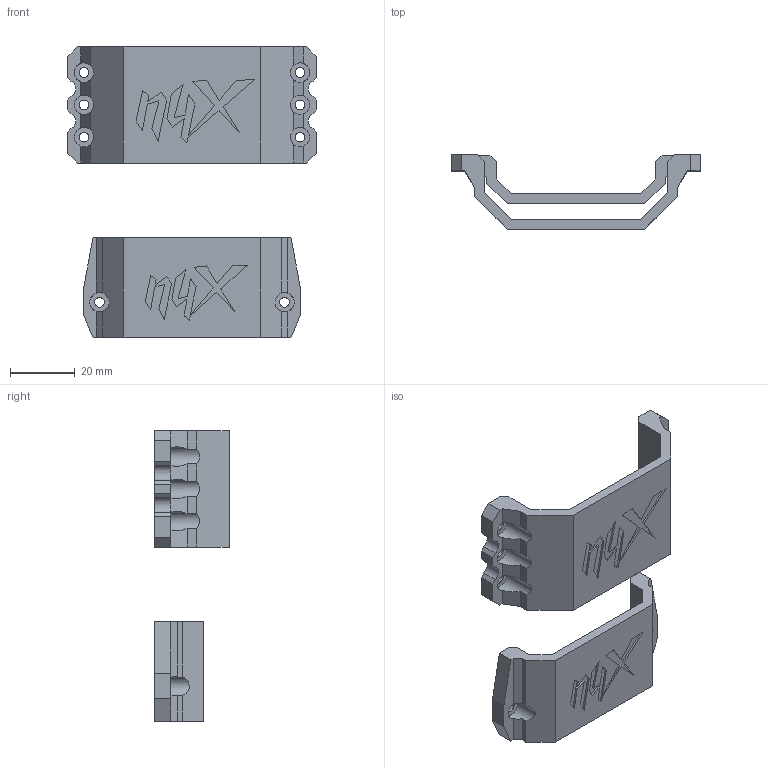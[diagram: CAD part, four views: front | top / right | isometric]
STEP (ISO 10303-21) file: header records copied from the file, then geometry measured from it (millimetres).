
FILE_DESCRIPTION(/* description */ (''),/* implementation_level */ '2;1');
FILE_NAME(/* name */ 'Handle Horizontal v14.step',/* time_stamp */ '2022-01-19T17:30:00+02:00',/* author */ (''),/* organization */ (''),/* preprocessor_version */ 'ST-DEVELOPER v18.1',/* originating_system */ 'Autodesk Translation Framework v10.10.0.1391',/* authorisation */ '');
FILE_SCHEMA (('AUTOMOTIVE_DESIGN { 1 0 10303 214 3 1 1 }'));
Length unit declared in the file: millimetre
Products named in the file (1): Handle Horizontal
Bounding box: 76.8 x 23 x 89.88 mm (x, y, z)
Volume: 19447.4 mm3; surface area: 14721.8 mm2
Topology: 2 solids, 2 shells, 184 faces, 528 edges, 352 vertices
Faces by surface type: plane 164, cylinder 20
Full cylindrical faces by diameter (mm): 3 x8, 6 x8
Entity records: 6035 total; most frequent: CARTESIAN_POINT 1065, ORIENTED_EDGE 1056, DIRECTION 970, EDGE_CURVE 528, LINE 456, VECTOR 456, VERTEX_POINT 352, AXIS2_PLACEMENT_3D 257
